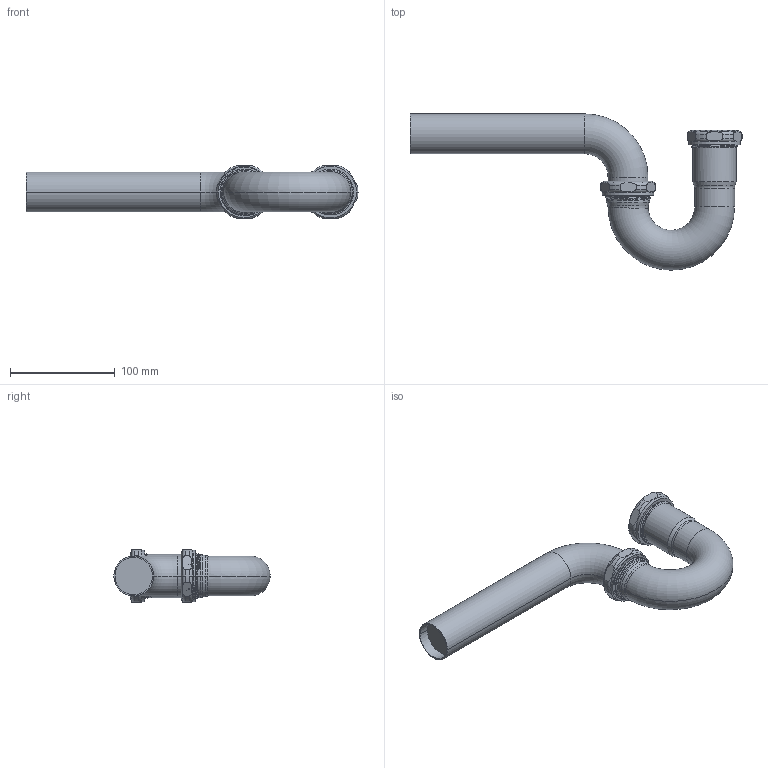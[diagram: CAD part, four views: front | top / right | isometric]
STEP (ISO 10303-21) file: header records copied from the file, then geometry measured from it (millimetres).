
FILE_DESCRIPTION((''),'2;1');
FILE_NAME('300_SW0001','2021-06-03T16:55:03',('NSantos'),(''),'CREO PARAMETRIC BY PTC INC, 2018500','CREO PARAMETRIC BY PTC INC, 2018500','');
FILE_SCHEMA(('CONFIG_CONTROL_DESIGN'));
Length unit declared in the file: inch
Products named in the file (1): 300_SW0001
Bounding box: 316.67 x 149.16 x 50.04 mm (x, y, z)
Volume: 537913.5 mm3; surface area: 71385.4 mm2
Topology: 1 solids, 2 shells, 143 faces, 346 edges, 216 vertices
Faces by surface type: cylinder 52, torus 34, plane 28, bspline 22, cone 7
Entity records: 9561 total; most frequent: CARTESIAN_POINT 6310, ORIENTED_EDGE 692, DIRECTION 644, EDGE_CURVE 346, AXIS2_PLACEMENT_3D 279, VERTEX_POINT 216, CIRCLE 158, EDGE_LOOP 154
